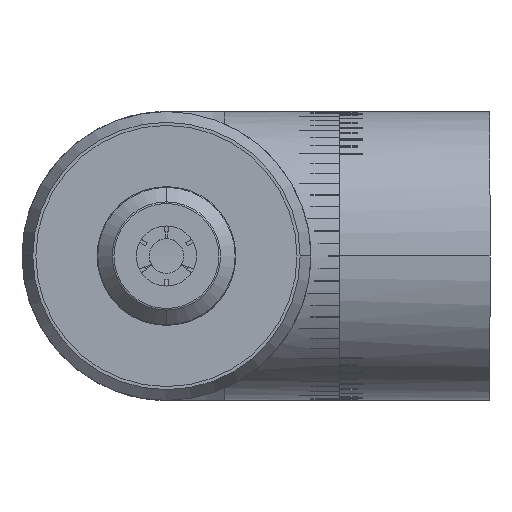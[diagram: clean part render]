
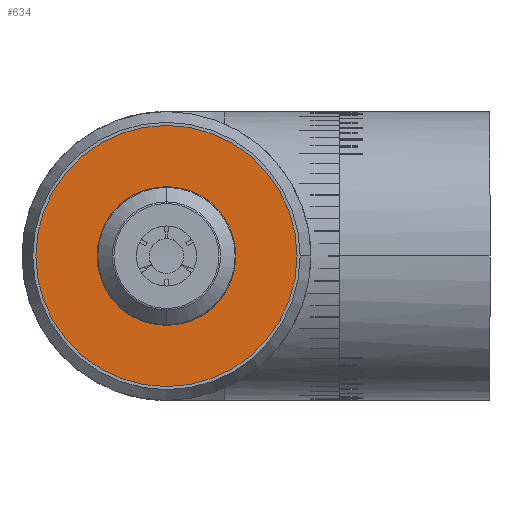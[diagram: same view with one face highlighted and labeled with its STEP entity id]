
A CAD part, left-side view. The second image highlights one B-rep face of the part: STEP entity #634.
In plain terms, the highlighted planar face has unit normal (-1, 0, 0).
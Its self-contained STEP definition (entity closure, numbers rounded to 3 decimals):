
#594 = VERTEX_POINT ( 'NONE', #6584 ) ;
#633 = EDGE_LOOP ( 'NONE', ( #709, #760 ) ) ;
#634 = ADVANCED_FACE ( 'NONE', ( #6669, #6692 ), #6689, .T. ) ;
#643 = EDGE_CURVE ( 'NONE', #713, #594, #6671, .T. ) ;
#702 = EDGE_CURVE ( 'NONE', #703, #719, #6929, .T. ) ;
#703 = VERTEX_POINT ( 'NONE', #6933 ) ;
#709 = ORIENTED_EDGE ( 'NONE', *, *, #643, .T. ) ;
#713 = VERTEX_POINT ( 'NONE', #6923 ) ;
#719 = VERTEX_POINT ( 'NONE', #6918 ) ;
#760 = ORIENTED_EDGE ( 'NONE', *, *, #773, .T. ) ;
#773 = EDGE_CURVE ( 'NONE', #594, #713, #6748, .T. ) ;
#782 = ORIENTED_EDGE ( 'NONE', *, *, #702, .F. ) ;
#793 = ORIENTED_EDGE ( 'NONE', *, *, #838, .F. ) ;
#810 = EDGE_LOOP ( 'NONE', ( #782, #793 ) ) ;
#838 = EDGE_CURVE ( 'NONE', #719, #703, #7187, .T. ) ;
#6584 = CARTESIAN_POINT ( 'NONE',  ( -71., 0., -11.3 ) ) ;
#6630 = DIRECTION ( 'NONE',  ( 0., 0., 1. ) ) ;
#6631 = DIRECTION ( 'NONE',  ( -1., 0., 0. ) ) ;
#6632 = CARTESIAN_POINT ( 'NONE',  ( -71., 0., 0. ) ) ;
#6636 = AXIS2_PLACEMENT_3D ( 'NONE', #6632, #6631, #6630 ) ;
#6669 = FACE_OUTER_BOUND ( 'NONE', #633, .T. ) ;
#6671 = CIRCLE ( 'NONE', #6636, 11.3 ) ;
#6680 = DIRECTION ( 'NONE',  ( 0., 0., 1. ) ) ;
#6681 = DIRECTION ( 'NONE',  ( -1., 0., 0. ) ) ;
#6682 = CARTESIAN_POINT ( 'NONE',  ( -71., 0., 0. ) ) ;
#6683 = AXIS2_PLACEMENT_3D ( 'NONE', #6682, #6681, #6680 ) ;
#6689 = PLANE ( 'NONE',  #6683 ) ;
#6692 = FACE_BOUND ( 'NONE', #810, .T. ) ;
#6733 = DIRECTION ( 'NONE',  ( 0., 0., 1. ) ) ;
#6734 = DIRECTION ( 'NONE',  ( -1., 0., 0. ) ) ;
#6735 = CARTESIAN_POINT ( 'NONE',  ( -71., 0., 0. ) ) ;
#6736 = AXIS2_PLACEMENT_3D ( 'NONE', #6735, #6734, #6733 ) ;
#6748 = CIRCLE ( 'NONE', #6736, 11.3 ) ;
#6918 = CARTESIAN_POINT ( 'NONE',  ( -71., 0., 5.3 ) ) ;
#6923 = CARTESIAN_POINT ( 'NONE',  ( -71., 0., 11.3 ) ) ;
#6926 = DIRECTION ( 'NONE',  ( 0., 0., 1. ) ) ;
#6927 = DIRECTION ( 'NONE',  ( -1., 0., 0. ) ) ;
#6928 = AXIS2_PLACEMENT_3D ( 'NONE', #6947, #6927, #6926 ) ;
#6929 = CIRCLE ( 'NONE', #6928, 5.3 ) ;
#6933 = CARTESIAN_POINT ( 'NONE',  ( -71., 0., -5.3 ) ) ;
#6947 = CARTESIAN_POINT ( 'NONE',  ( -71., 0., 0. ) ) ;
#7093 = DIRECTION ( 'NONE',  ( 0., 0., 1. ) ) ;
#7094 = DIRECTION ( 'NONE',  ( -1., 0., 0. ) ) ;
#7110 = AXIS2_PLACEMENT_3D ( 'NONE', #7112, #7094, #7093 ) ;
#7112 = CARTESIAN_POINT ( 'NONE',  ( -71., 0., 0. ) ) ;
#7187 = CIRCLE ( 'NONE', #7110, 5.3 ) ;
